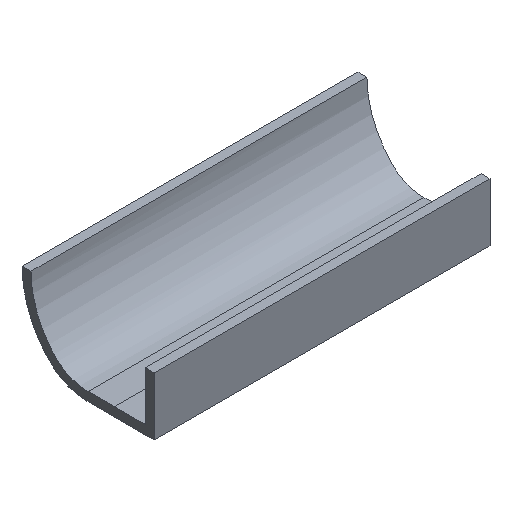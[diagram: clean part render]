
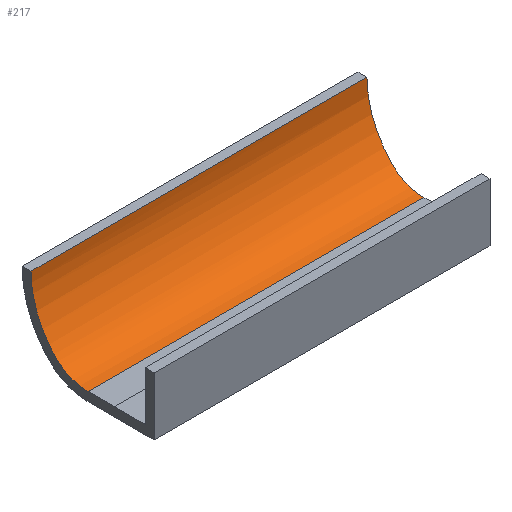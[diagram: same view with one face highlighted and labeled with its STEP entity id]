
A CAD part, isometric view. The second image highlights one B-rep face of the part: STEP entity #217.
In plain terms, the highlighted free-form (B-spline) face has degree [3, 1] with [10, 2] control points.
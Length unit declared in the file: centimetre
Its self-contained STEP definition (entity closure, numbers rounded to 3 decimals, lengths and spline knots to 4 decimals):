
#25=FACE_OUTER_BOUND('',#37,.T.);
#37=EDGE_LOOP('',(#155,#156,#157,#158));
#49=LINE('',#335,#75);
#50=LINE('',#347,#76);
#75=VECTOR('',#255,1.);
#76=VECTOR('',#256,1.);
#101=B_SPLINE_CURVE_WITH_KNOTS('',3,(#324,#325,#326,#327,#328,#329,#330,
#331,#332,#333),.UNSPECIFIED.,.F.,.F.,(4,3,3,4),(-1.,-0.5,-0.0396,
0.),.UNSPECIFIED.);
#102=B_SPLINE_CURVE_WITH_KNOTS('',3,(#337,#338,#339,#340,#341,#342,#343,
#344,#345,#346),.UNSPECIFIED.,.F.,.F.,(4,3,3,4),(0.,0.0396,
0.5,1.),.UNSPECIFIED.);
#105=VERTEX_POINT('',#322);
#106=VERTEX_POINT('',#323);
#107=VERTEX_POINT('',#334);
#108=VERTEX_POINT('',#336);
#125=EDGE_CURVE('',#105,#106,#101,.T.);
#126=EDGE_CURVE('',#107,#105,#49,.T.);
#127=EDGE_CURVE('',#108,#107,#102,.T.);
#128=EDGE_CURVE('',#108,#106,#50,.T.);
#155=ORIENTED_EDGE('',*,*,#125,.F.);
#156=ORIENTED_EDGE('',*,*,#126,.F.);
#157=ORIENTED_EDGE('',*,*,#127,.F.);
#158=ORIENTED_EDGE('',*,*,#128,.T.);
#215=B_SPLINE_SURFACE_WITH_KNOTS('',3,1,((#302,#303),(#304,#305),(#306,
#307),(#308,#309),(#310,#311),(#312,#313),(#314,#315),(#316,#317),(#318,
#319),(#320,#321)),.UNSPECIFIED.,.F.,.F.,.F.,(4,3,3,4),(2,2),(0.,0.0396,
0.5,1.),(0.,6.996),.UNSPECIFIED.);
#217=ADVANCED_FACE('',(#25),#215,.F.);
#255=DIRECTION('',(1.,0.,0.));
#256=DIRECTION('',(1.,0.,0.));
#302=CARTESIAN_POINT('Ctrl Pts',(5.82,6.,-0.93));
#303=CARTESIAN_POINT('Ctrl Pts',(12.816,6.,-0.93));
#304=CARTESIAN_POINT('Ctrl Pts',(5.82,6.0295,-0.93));
#305=CARTESIAN_POINT('Ctrl Pts',(12.816,6.0295,-0.93));
#306=CARTESIAN_POINT('Ctrl Pts',(5.82,6.0582,-0.9288));
#307=CARTESIAN_POINT('Ctrl Pts',(12.816,6.0582,-0.9288));
#308=CARTESIAN_POINT('Ctrl Pts',(5.82,6.0861,-0.9265));
#309=CARTESIAN_POINT('Ctrl Pts',(12.816,6.0861,-0.9265));
#310=CARTESIAN_POINT('Ctrl Pts',(5.82,6.4097,-0.8998));
#311=CARTESIAN_POINT('Ctrl Pts',(12.816,6.4097,-0.8998));
#312=CARTESIAN_POINT('Ctrl Pts',(5.82,6.6123,-0.7113));
#313=CARTESIAN_POINT('Ctrl Pts',(12.816,6.6123,-0.7113));
#314=CARTESIAN_POINT('Ctrl Pts',(5.82,6.7735,-0.4763));
#315=CARTESIAN_POINT('Ctrl Pts',(12.816,6.7735,-0.4763));
#316=CARTESIAN_POINT('Ctrl Pts',(5.82,6.9486,-0.221));
#317=CARTESIAN_POINT('Ctrl Pts',(12.816,6.9486,-0.221));
#318=CARTESIAN_POINT('Ctrl Pts',(5.82,7.08,0.093));
#319=CARTESIAN_POINT('Ctrl Pts',(12.816,7.08,0.093));
#320=CARTESIAN_POINT('Ctrl Pts',(5.82,7.08,0.5));
#321=CARTESIAN_POINT('Ctrl Pts',(12.816,7.08,0.5));
#322=CARTESIAN_POINT('',(12.18,7.08,0.5));
#323=CARTESIAN_POINT('',(12.18,6.,-0.93));
#324=CARTESIAN_POINT('Ctrl Pts',(12.18,7.08,0.5));
#325=CARTESIAN_POINT('Ctrl Pts',(12.18,7.08,0.093));
#326=CARTESIAN_POINT('Ctrl Pts',(12.18,6.9486,-0.221));
#327=CARTESIAN_POINT('Ctrl Pts',(12.18,6.7735,-0.4763));
#328=CARTESIAN_POINT('Ctrl Pts',(12.18,6.6123,-0.7113));
#329=CARTESIAN_POINT('Ctrl Pts',(12.18,6.4097,-0.8998));
#330=CARTESIAN_POINT('Ctrl Pts',(12.18,6.0861,-0.9265));
#331=CARTESIAN_POINT('Ctrl Pts',(12.18,6.0582,-0.9288));
#332=CARTESIAN_POINT('Ctrl Pts',(12.18,6.0295,-0.93));
#333=CARTESIAN_POINT('Ctrl Pts',(12.18,6.,-0.93));
#334=CARTESIAN_POINT('',(5.82,7.08,0.5));
#335=CARTESIAN_POINT('',(5.82,7.08,0.5));
#336=CARTESIAN_POINT('',(5.82,6.,-0.93));
#337=CARTESIAN_POINT('Ctrl Pts',(5.82,6.,-0.93));
#338=CARTESIAN_POINT('Ctrl Pts',(5.82,6.0295,-0.93));
#339=CARTESIAN_POINT('Ctrl Pts',(5.82,6.0582,-0.9288));
#340=CARTESIAN_POINT('Ctrl Pts',(5.82,6.0861,-0.9265));
#341=CARTESIAN_POINT('Ctrl Pts',(5.82,6.4097,-0.8998));
#342=CARTESIAN_POINT('Ctrl Pts',(5.82,6.6123,-0.7113));
#343=CARTESIAN_POINT('Ctrl Pts',(5.82,6.7735,-0.4763));
#344=CARTESIAN_POINT('Ctrl Pts',(5.82,6.9486,-0.221));
#345=CARTESIAN_POINT('Ctrl Pts',(5.82,7.08,0.093));
#346=CARTESIAN_POINT('Ctrl Pts',(5.82,7.08,0.5));
#347=CARTESIAN_POINT('',(5.82,6.,-0.93));
